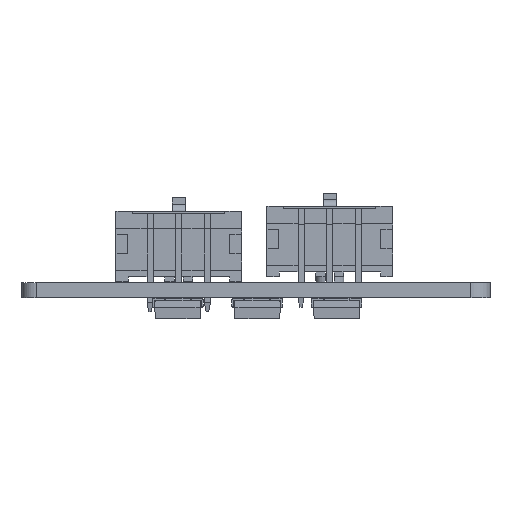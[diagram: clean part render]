
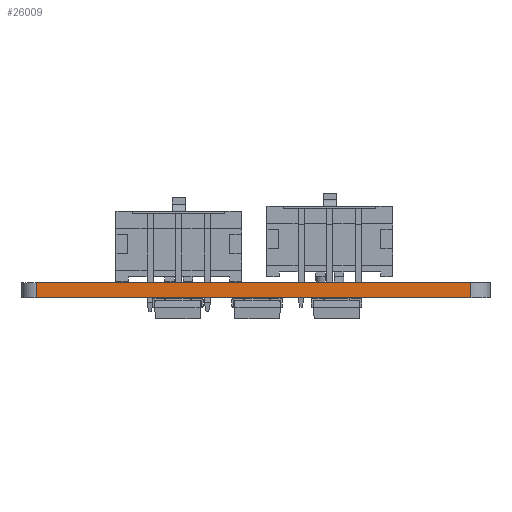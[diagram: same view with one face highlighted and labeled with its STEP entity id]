
A CAD part, front view. The second image highlights one B-rep face of the part: STEP entity #26009.
In plain terms, the highlighted planar face has unit normal (0, -1, 0).
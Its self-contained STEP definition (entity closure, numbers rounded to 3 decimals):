
#26009 = ADVANCED_FACE('',(#26010),#26024,.F.);
#26010 = FACE_BOUND('',#26011,.F.);
#26011 = EDGE_LOOP('',(#26012,#26047,#26075,#26103));
#26012 = ORIENTED_EDGE('',*,*,#26013,.T.);
#26013 = EDGE_CURVE('',#26014,#26016,#26018,.T.);
#26014 = VERTEX_POINT('',#26015);
#26015 = CARTESIAN_POINT('',(86.,-110.007,0.));
#26016 = VERTEX_POINT('',#26017);
#26017 = CARTESIAN_POINT('',(86.,-110.007,1.6));
#26018 = SURFACE_CURVE('',#26019,(#26023,#26035),.PCURVE_S1.);
#26019 = LINE('',#26020,#26021);
#26020 = CARTESIAN_POINT('',(86.,-110.007,0.));
#26021 = VECTOR('',#26022,1.);
#26022 = DIRECTION('',(0.,0.,1.));
#26023 = PCURVE('',#26024,#26029);
#26024 = PLANE('',#26025);
#26025 = AXIS2_PLACEMENT_3D('',#26026,#26027,#26028);
#26026 = CARTESIAN_POINT('',(86.,-110.007,0.));
#26027 = DIRECTION('',(0.,1.,0.));
#26028 = DIRECTION('',(1.,0.,0.));
#26029 = DEFINITIONAL_REPRESENTATION('',(#26030),#26034);
#26030 = LINE('',#26031,#26032);
#26031 = CARTESIAN_POINT('',(0.,0.));
#26032 = VECTOR('',#26033,1.);
#26033 = DIRECTION('',(0.,-1.));
#26034 = ( GEOMETRIC_REPRESENTATION_CONTEXT(2) 
PARAMETRIC_REPRESENTATION_CONTEXT() REPRESENTATION_CONTEXT('2D SPACE',''
  ) );
#26035 = PCURVE('',#26036,#26041);
#26036 = CYLINDRICAL_SURFACE('',#26037,1.507);
#26037 = AXIS2_PLACEMENT_3D('',#26038,#26039,#26040);
#26038 = CARTESIAN_POINT('',(86.,-108.5,0.));
#26039 = DIRECTION('',(-0.,-0.,-1.));
#26040 = DIRECTION('',(1.,0.,-0.));
#26041 = DEFINITIONAL_REPRESENTATION('',(#26042),#26046);
#26042 = LINE('',#26043,#26044);
#26043 = CARTESIAN_POINT('',(-4.712,0.));
#26044 = VECTOR('',#26045,1.);
#26045 = DIRECTION('',(-0.,-1.));
#26046 = ( GEOMETRIC_REPRESENTATION_CONTEXT(2) 
PARAMETRIC_REPRESENTATION_CONTEXT() REPRESENTATION_CONTEXT('2D SPACE',''
  ) );
#26047 = ORIENTED_EDGE('',*,*,#26048,.T.);
#26048 = EDGE_CURVE('',#26016,#26049,#26051,.T.);
#26049 = VERTEX_POINT('',#26050);
#26050 = CARTESIAN_POINT('',(131.5,-110.,1.6));
#26051 = SURFACE_CURVE('',#26052,(#26056,#26063),.PCURVE_S1.);
#26052 = LINE('',#26053,#26054);
#26053 = CARTESIAN_POINT('',(86.,-110.007,1.6));
#26054 = VECTOR('',#26055,1.);
#26055 = DIRECTION('',(1.,0.,0.));
#26056 = PCURVE('',#26024,#26057);
#26057 = DEFINITIONAL_REPRESENTATION('',(#26058),#26062);
#26058 = LINE('',#26059,#26060);
#26059 = CARTESIAN_POINT('',(0.,-1.6));
#26060 = VECTOR('',#26061,1.);
#26061 = DIRECTION('',(1.,0.));
#26062 = ( GEOMETRIC_REPRESENTATION_CONTEXT(2) 
PARAMETRIC_REPRESENTATION_CONTEXT() REPRESENTATION_CONTEXT('2D SPACE',''
  ) );
#26063 = PCURVE('',#26064,#26069);
#26064 = PLANE('',#26065);
#26065 = AXIS2_PLACEMENT_3D('',#26066,#26067,#26068);
#26066 = CARTESIAN_POINT('',(108.97,-82.472,1.6));
#26067 = DIRECTION('',(0.,0.,1.));
#26068 = DIRECTION('',(1.,0.,-0.));
#26069 = DEFINITIONAL_REPRESENTATION('',(#26070),#26074);
#26070 = LINE('',#26071,#26072);
#26071 = CARTESIAN_POINT('',(-22.97,-27.535));
#26072 = VECTOR('',#26073,1.);
#26073 = DIRECTION('',(1.,0.));
#26074 = ( GEOMETRIC_REPRESENTATION_CONTEXT(2) 
PARAMETRIC_REPRESENTATION_CONTEXT() REPRESENTATION_CONTEXT('2D SPACE',''
  ) );
#26075 = ORIENTED_EDGE('',*,*,#26076,.F.);
#26076 = EDGE_CURVE('',#26077,#26049,#26079,.T.);
#26077 = VERTEX_POINT('',#26078);
#26078 = CARTESIAN_POINT('',(131.5,-110.,0.));
#26079 = SURFACE_CURVE('',#26080,(#26084,#26091),.PCURVE_S1.);
#26080 = LINE('',#26081,#26082);
#26081 = CARTESIAN_POINT('',(131.5,-110.,0.));
#26082 = VECTOR('',#26083,1.);
#26083 = DIRECTION('',(0.,0.,1.));
#26084 = PCURVE('',#26024,#26085);
#26085 = DEFINITIONAL_REPRESENTATION('',(#26086),#26090);
#26086 = LINE('',#26087,#26088);
#26087 = CARTESIAN_POINT('',(45.5,0.));
#26088 = VECTOR('',#26089,1.);
#26089 = DIRECTION('',(0.,-1.));
#26090 = ( GEOMETRIC_REPRESENTATION_CONTEXT(2) 
PARAMETRIC_REPRESENTATION_CONTEXT() REPRESENTATION_CONTEXT('2D SPACE',''
  ) );
#26091 = PCURVE('',#26092,#26097);
#26092 = CYLINDRICAL_SURFACE('',#26093,2.);
#26093 = AXIS2_PLACEMENT_3D('',#26094,#26095,#26096);
#26094 = CARTESIAN_POINT('',(131.5,-108.,0.));
#26095 = DIRECTION('',(-0.,-0.,-1.));
#26096 = DIRECTION('',(1.,0.,-0.));
#26097 = DEFINITIONAL_REPRESENTATION('',(#26098),#26102);
#26098 = LINE('',#26099,#26100);
#26099 = CARTESIAN_POINT('',(-4.712,0.));
#26100 = VECTOR('',#26101,1.);
#26101 = DIRECTION('',(-0.,-1.));
#26102 = ( GEOMETRIC_REPRESENTATION_CONTEXT(2) 
PARAMETRIC_REPRESENTATION_CONTEXT() REPRESENTATION_CONTEXT('2D SPACE',''
  ) );
#26103 = ORIENTED_EDGE('',*,*,#26104,.F.);
#26104 = EDGE_CURVE('',#26014,#26077,#26105,.T.);
#26105 = SURFACE_CURVE('',#26106,(#26110,#26117),.PCURVE_S1.);
#26106 = LINE('',#26107,#26108);
#26107 = CARTESIAN_POINT('',(86.,-110.007,0.));
#26108 = VECTOR('',#26109,1.);
#26109 = DIRECTION('',(1.,0.,0.));
#26110 = PCURVE('',#26024,#26111);
#26111 = DEFINITIONAL_REPRESENTATION('',(#26112),#26116);
#26112 = LINE('',#26113,#26114);
#26113 = CARTESIAN_POINT('',(0.,0.));
#26114 = VECTOR('',#26115,1.);
#26115 = DIRECTION('',(1.,0.));
#26116 = ( GEOMETRIC_REPRESENTATION_CONTEXT(2) 
PARAMETRIC_REPRESENTATION_CONTEXT() REPRESENTATION_CONTEXT('2D SPACE',''
  ) );
#26117 = PCURVE('',#26118,#26123);
#26118 = PLANE('',#26119);
#26119 = AXIS2_PLACEMENT_3D('',#26120,#26121,#26122);
#26120 = CARTESIAN_POINT('',(108.97,-82.472,0.));
#26121 = DIRECTION('',(0.,0.,1.));
#26122 = DIRECTION('',(1.,0.,-0.));
#26123 = DEFINITIONAL_REPRESENTATION('',(#26124),#26128);
#26124 = LINE('',#26125,#26126);
#26125 = CARTESIAN_POINT('',(-22.97,-27.535));
#26126 = VECTOR('',#26127,1.);
#26127 = DIRECTION('',(1.,0.));
#26128 = ( GEOMETRIC_REPRESENTATION_CONTEXT(2) 
PARAMETRIC_REPRESENTATION_CONTEXT() REPRESENTATION_CONTEXT('2D SPACE',''
  ) );
